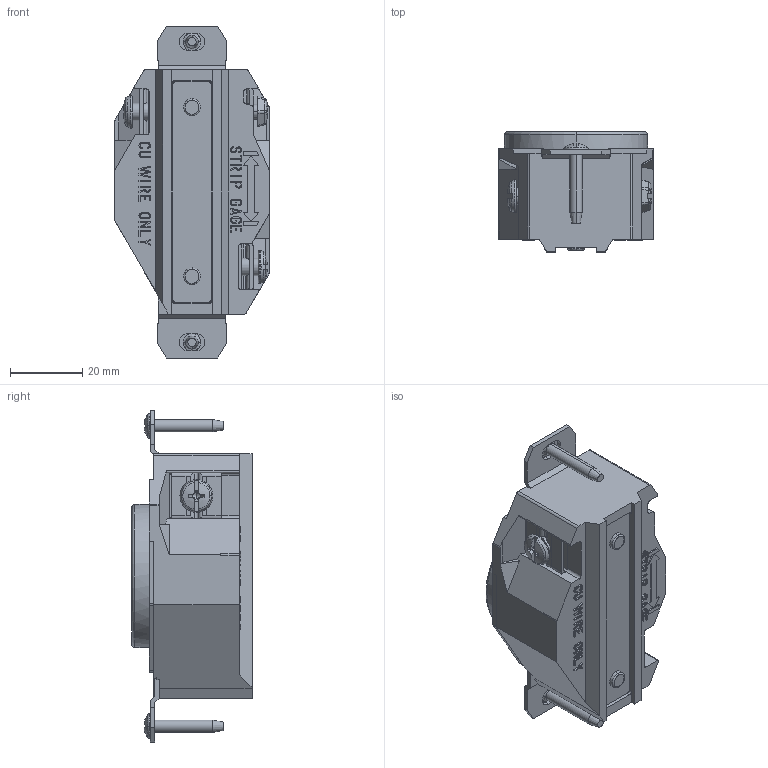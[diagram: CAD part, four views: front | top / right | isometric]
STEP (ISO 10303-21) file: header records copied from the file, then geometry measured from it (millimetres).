
FILE_DESCRIPTION (( 'STEP AP214' ), '1' );
FILE_NAME ('ORC6840-M01.STEP', '2025-09-08T14:24:42', ( '' ), ( '' ), 'SwSTEP 2.0', 'SolidWorks 2024', '' );
FILE_SCHEMA (( 'AUTOMOTIVE_DESIGN' ));
Length unit declared in the file: inch
Products named in the file (1): ORC6840-M01
Bounding box: 42.85 x 33.32 x 92.08 mm (x, y, z)
Volume: 66145.9 mm3; surface area: 19768.5 mm2
Topology: 2 solids, 18 shells, 1315 faces, 3530 edges, 2308 vertices
Faces by surface type: plane 836, cylinder 339, cone 73, bspline 65, torus 2
Entity records: 43650 total; most frequent: CARTESIAN_POINT 10882, ORIENTED_EDGE 7048, DIRECTION 6523, EDGE_CURVE 3524, VERTEX_POINT 2308, VECTOR 2303, LINE 2303, AXIS2_PLACEMENT_3D 2110
